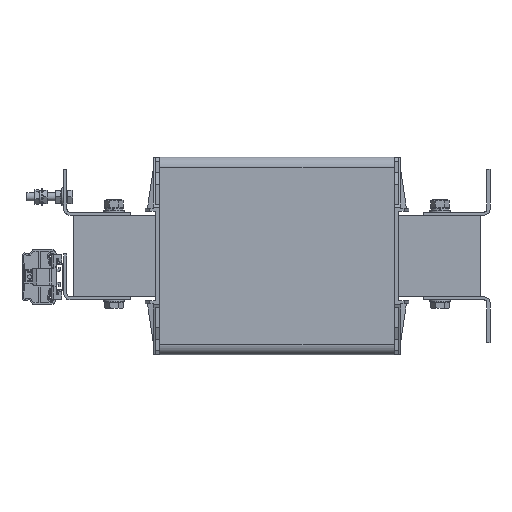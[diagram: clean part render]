
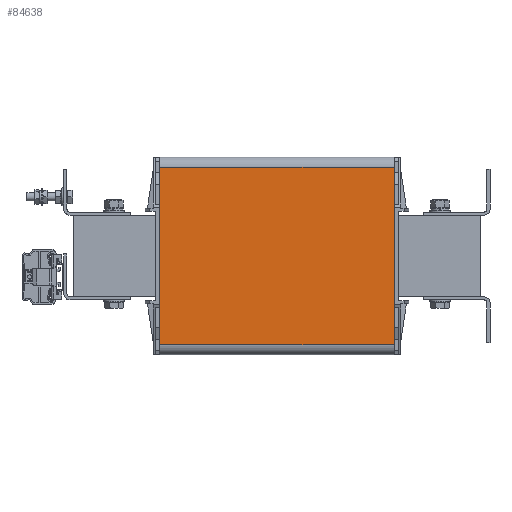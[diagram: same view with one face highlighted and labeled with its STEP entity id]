
A CAD part, left-side view. The second image highlights one B-rep face of the part: STEP entity #84638.
In plain terms, the highlighted planar face has unit normal (-1, 0, 0).
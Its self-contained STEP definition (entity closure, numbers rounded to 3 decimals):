
#1934=LINE('',#127496,#8732);
#1938=LINE('',#127512,#8736);
#1948=LINE('',#127539,#8746);
#1949=LINE('',#127541,#8747);
#8732=VECTOR('',#100312,10.);
#8736=VECTOR('',#100326,10.);
#8746=VECTOR('',#100356,10.);
#8747=VECTOR('',#100359,10.);
#15512=PLANE('',#90073);
#18154=FACE_OUTER_BOUND('',#23497,.T.);
#23497=EDGE_LOOP('',(#53397,#53398,#53399,#53400));
#34169=VERTEX_POINT('',#127494);
#34170=VERTEX_POINT('',#127495);
#34177=VERTEX_POINT('',#127511);
#34184=VERTEX_POINT('',#127537);
#41346=EDGE_CURVE('',#34169,#34170,#1934,.T.);
#41354=EDGE_CURVE('',#34177,#34170,#1938,.T.);
#41368=EDGE_CURVE('',#34169,#34184,#1948,.T.);
#41369=EDGE_CURVE('',#34177,#34184,#1949,.T.);
#53397=ORIENTED_EDGE('',*,*,#41368,.T.);
#53398=ORIENTED_EDGE('',*,*,#41369,.F.);
#53399=ORIENTED_EDGE('',*,*,#41354,.T.);
#53400=ORIENTED_EDGE('',*,*,#41346,.F.);
#84638=ADVANCED_FACE('',(#18154),#15512,.T.);
#90073=AXIS2_PLACEMENT_3D('',#127540,#100357,#100358);
#100312=DIRECTION('',(0.,0.,1.));
#100326=DIRECTION('',(0.,1.,0.));
#100356=DIRECTION('',(0.,-1.,0.));
#100357=DIRECTION('center_axis',(-1.,0.,0.));
#100358=DIRECTION('ref_axis',(0.,0.,
-1.));
#100359=DIRECTION('',(0.,0.,-1.));
#127494=CARTESIAN_POINT('',(-160.,115.,-87.));
#127495=CARTESIAN_POINT('',(-160.,115.,87.));
#127496=CARTESIAN_POINT('',(-160.,115.,-87.));
#127511=CARTESIAN_POINT('',(-160.,-115.,87.));
#127512=CARTESIAN_POINT('',(-160.,0.,87.));
#127537=CARTESIAN_POINT('',(-160.,-115.,-87.));
#127539=CARTESIAN_POINT('',(-160.,0.,-87.));
#127540=CARTESIAN_POINT('Origin',(-160.,0.,87.));
#127541=CARTESIAN_POINT('',(-160.,-115.,-87.));
